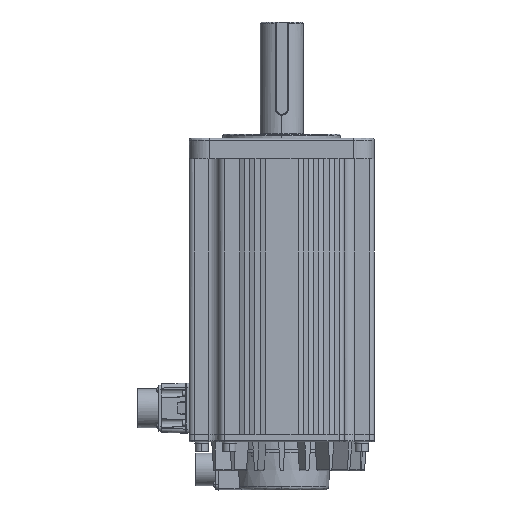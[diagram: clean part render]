
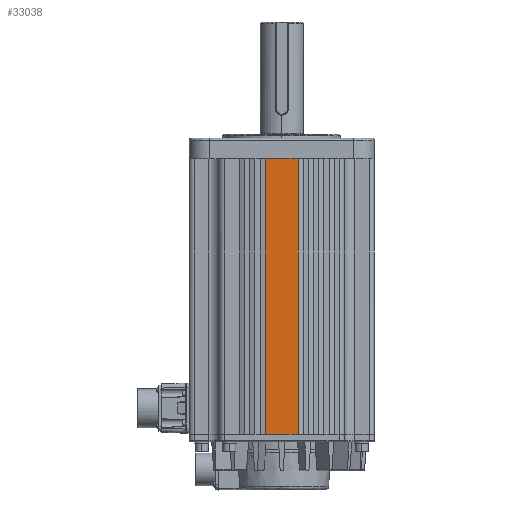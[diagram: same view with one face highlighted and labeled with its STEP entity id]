
A CAD part, left-side view. The second image highlights one B-rep face of the part: STEP entity #33038.
In plain terms, the highlighted planar face has unit normal (-1, 0, 0).
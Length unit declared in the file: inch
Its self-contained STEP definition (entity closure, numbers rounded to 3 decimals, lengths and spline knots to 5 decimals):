
#712 = CARTESIAN_POINT ( 'NONE',  ( -3.54331, 0.62992, 3.98031 ) ) ;
#2592 = EDGE_CURVE ( 'NONE', #5956, #26578, #30138, .T. ) ;
#4045 = DIRECTION ( 'NONE',  ( 0., 0., -1. ) ) ;
#4438 = VERTEX_POINT ( 'NONE', #18375 ) ;
#4555 = ORIENTED_EDGE ( 'NONE', *, *, #10388, .F. ) ;
#5684 = LINE ( 'NONE', #11074, #26398 ) ;
#5956 = VERTEX_POINT ( 'NONE', #6763 ) ;
#6704 = CARTESIAN_POINT ( 'NONE',  ( -3.54331, -0.62992, -1.28543 ) ) ;
#6763 = CARTESIAN_POINT ( 'NONE',  ( -3.54331, -0.62992, -6.55118 ) ) ;
#7546 = VERTEX_POINT ( 'NONE', #712 ) ;
#10388 = EDGE_CURVE ( 'NONE', #26578, #7546, #5684, .T. ) ;
#11074 = CARTESIAN_POINT ( 'NONE',  ( -3.54331, 0.62992, -1.28543 ) ) ;
#11450 = VECTOR ( 'NONE', #32156, 39.37008 ) ;
#14780 = LINE ( 'NONE', #6704, #11450 ) ;
#16149 = DIRECTION ( 'NONE',  ( 0., 0., 1. ) ) ;
#16530 = ORIENTED_EDGE ( 'NONE', *, *, #23420, .T. ) ;
#16853 = DIRECTION ( 'NONE',  ( 1., 0., 0. ) ) ;
#18375 = CARTESIAN_POINT ( 'NONE',  ( -3.54331, -0.62992, 3.98031 ) ) ;
#21375 = VECTOR ( 'NONE', #30637, 39.37008 ) ;
#21517 = EDGE_CURVE ( 'NONE', #4438, #5956, #14780, .T. ) ;
#22832 = DIRECTION ( 'NONE',  ( 0., 1., 0. ) ) ;
#22999 = LINE ( 'NONE', #25691, #30380 ) ;
#23420 = EDGE_CURVE ( 'NONE', #4438, #7546, #22999, .T. ) ;
#24157 = CARTESIAN_POINT ( 'NONE',  ( -3.54331, 0.62992, -6.55118 ) ) ;
#24758 = CARTESIAN_POINT ( 'NONE',  ( -3.54331, 0., -1.28543 ) ) ;
#25356 = EDGE_LOOP ( 'NONE', ( #16530, #4555, #25989, #26067 ) ) ;
#25691 = CARTESIAN_POINT ( 'NONE',  ( -3.54331, 0., 3.98031 ) ) ;
#25989 = ORIENTED_EDGE ( 'NONE', *, *, #2592, .F. ) ;
#26067 = ORIENTED_EDGE ( 'NONE', *, *, #21517, .F. ) ;
#26398 = VECTOR ( 'NONE', #16149, 39.37008 ) ;
#26578 = VERTEX_POINT ( 'NONE', #24157 ) ;
#30138 = LINE ( 'NONE', #30469, #21375 ) ;
#30380 = VECTOR ( 'NONE', #22832, 39.37008 ) ;
#30469 = CARTESIAN_POINT ( 'NONE',  ( -3.54331, 0., -6.55118 ) ) ;
#30637 = DIRECTION ( 'NONE',  ( 0., 1., 0. ) ) ;
#32005 = PLANE ( 'NONE',  #32206 ) ;
#32156 = DIRECTION ( 'NONE',  ( 0., 0., -1. ) ) ;
#32206 = AXIS2_PLACEMENT_3D ( 'NONE', #24758, #16853, #4045 ) ;
#32494 = FACE_OUTER_BOUND ( 'NONE', #25356, .T. ) ;
#33038 = ADVANCED_FACE ( 'NONE', ( #32494 ), #32005, .F. ) ;
